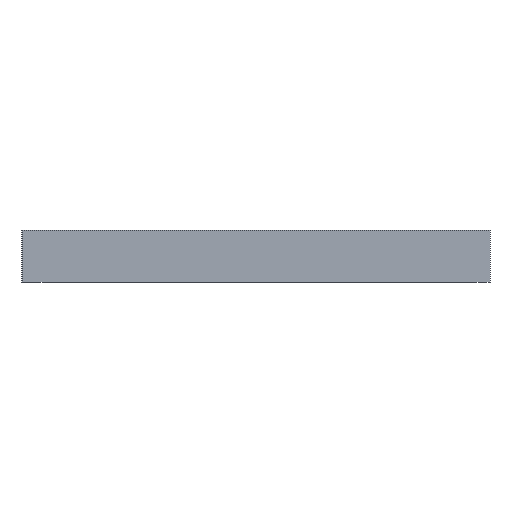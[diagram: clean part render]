
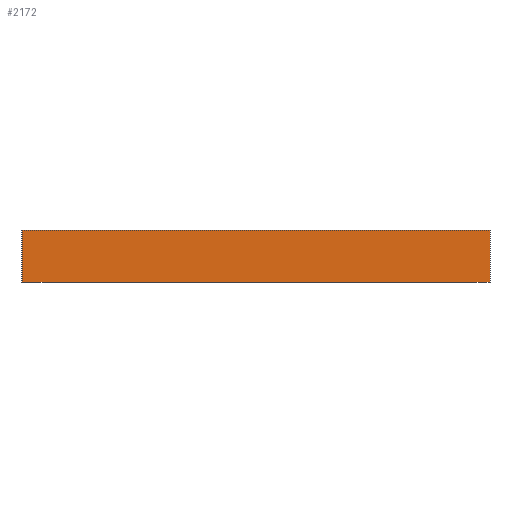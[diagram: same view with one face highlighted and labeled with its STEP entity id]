
A CAD part, front view. The second image highlights one B-rep face of the part: STEP entity #2172.
In plain terms, the highlighted planar face has unit normal (0, -1, 0).
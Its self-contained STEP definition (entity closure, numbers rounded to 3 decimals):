
#48 = DIRECTION ( 'NONE',  ( 0., 1., 0. ) ) ;
#70 = DIRECTION ( 'NONE',  ( -1., 0., 0. ) ) ;
#108 = ORIENTED_EDGE ( 'NONE', *, *, #914, .T. ) ;
#148 = EDGE_CURVE ( 'NONE', #2304, #2483, #1443, .T. ) ;
#194 = EDGE_CURVE ( 'NONE', #975, #2483, #1013, .T. ) ;
#261 = VECTOR ( 'NONE', #1773, 1000. ) ;
#262 = PLANE ( 'NONE',  #2404 ) ;
#283 = LINE ( 'NONE', #1403, #1429 ) ;
#322 = CARTESIAN_POINT ( 'NONE',  ( -122.042, -219.904, 20. ) ) ;
#329 = CARTESIAN_POINT ( 'NONE',  ( 57.958, -219.904, 20. ) ) ;
#375 = CARTESIAN_POINT ( 'NONE',  ( 57.958, -219.904, 0. ) ) ;
#498 = CARTESIAN_POINT ( 'NONE',  ( 57.958, -219.904, 20. ) ) ;
#534 = ORIENTED_EDGE ( 'NONE', *, *, #194, .T. ) ;
#539 = DIRECTION ( 'NONE',  ( 1., 0., 0. ) ) ;
#546 = VECTOR ( 'NONE', #956, 1000. ) ;
#648 = ORIENTED_EDGE ( 'NONE', *, *, #2288, .F. ) ;
#761 = CARTESIAN_POINT ( 'NONE',  ( 57.958, -219.904, 20. ) ) ;
#914 = EDGE_CURVE ( 'NONE', #2332, #975, #283, .T. ) ;
#956 = DIRECTION ( 'NONE',  ( 1., 0., 0. ) ) ;
#975 = VERTEX_POINT ( 'NONE', #2053 ) ;
#1013 = LINE ( 'NONE', #375, #546 ) ;
#1292 = ORIENTED_EDGE ( 'NONE', *, *, #148, .F. ) ;
#1403 = CARTESIAN_POINT ( 'NONE',  ( -122.042, -219.904, 20. ) ) ;
#1429 = VECTOR ( 'NONE', #1609, 1000. ) ;
#1443 = LINE ( 'NONE', #761, #261 ) ;
#1607 = FACE_OUTER_BOUND ( 'NONE', #2352, .T. ) ;
#1609 = DIRECTION ( 'NONE',  ( 0., 0., -1. ) ) ;
#1773 = DIRECTION ( 'NONE',  ( 0., 0., -1. ) ) ;
#1922 = CARTESIAN_POINT ( 'NONE',  ( 57.958, -219.904, 20. ) ) ;
#2017 = CARTESIAN_POINT ( 'NONE',  ( 57.958, -219.904, 0. ) ) ;
#2053 = CARTESIAN_POINT ( 'NONE',  ( -122.042, -219.904, 0. ) ) ;
#2172 = ADVANCED_FACE ( 'NONE', ( #1607 ), #262, .F. ) ;
#2288 = EDGE_CURVE ( 'NONE', #2332, #2304, #2511, .T. ) ;
#2304 = VERTEX_POINT ( 'NONE', #1922 ) ;
#2332 = VERTEX_POINT ( 'NONE', #322 ) ;
#2352 = EDGE_LOOP ( 'NONE', ( #534, #1292, #648, #108 ) ) ;
#2404 = AXIS2_PLACEMENT_3D ( 'NONE', #498, #48, #70 ) ;
#2448 = VECTOR ( 'NONE', #539, 1000. ) ;
#2483 = VERTEX_POINT ( 'NONE', #2017 ) ;
#2511 = LINE ( 'NONE', #329, #2448 ) ;
